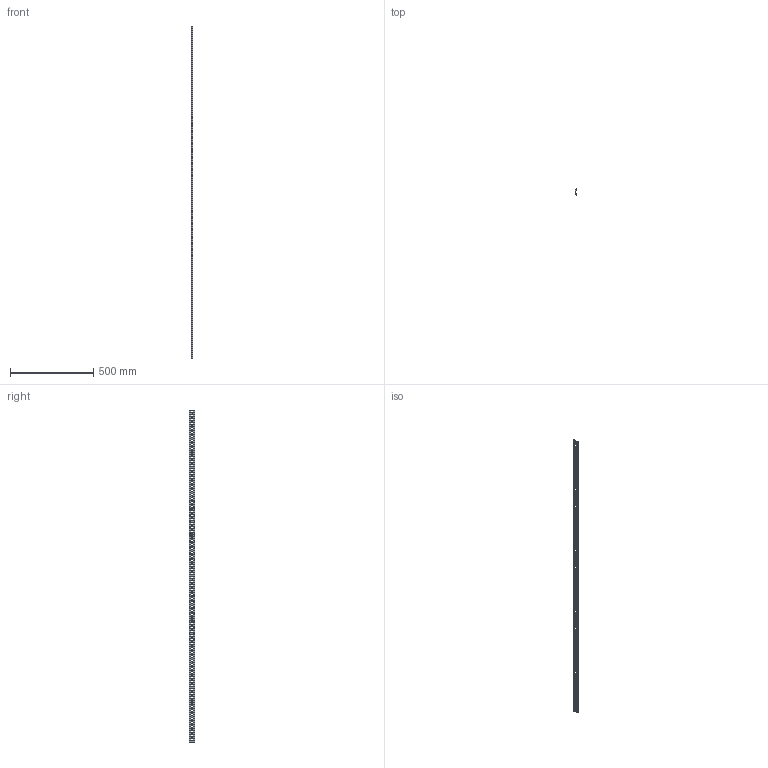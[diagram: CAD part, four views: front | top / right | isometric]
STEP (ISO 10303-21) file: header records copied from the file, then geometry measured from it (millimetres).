
FILE_DESCRIPTION (( 'STEP AP203' ), '1' );
FILE_NAME ('35x7,5 Delikli Montaj Raylarý - 2 m.STEP', '2019-03-27T10:09:26', ( '' ), ( '' ), 'SwSTEP 2.0', 'SolidWorks 2011', '' );
FILE_SCHEMA (( 'CONFIG_CONTROL_DESIGN' ));
Length unit declared in the file: millimetre
Products named in the file (1): 35x7,5 Delikli Montaj Raylarý - 2 m
Bounding box: 7.5 x 35 x 2000 mm (x, y, z)
Volume: 83145.7 mm3; surface area: 173838.3 mm2
Topology: 1 solids, 1 shells, 422 faces, 1260 edges, 840 vertices
Faces by surface type: cylinder 248, plane 174
Entity records: 14777 total; most frequent: DIRECTION 2602, CARTESIAN_POINT 2523, ORIENTED_EDGE 2520, EDGE_CURVE 1260, AXIS2_PLACEMENT_3D 919, VERTEX_POINT 840, LINE 764, VECTOR 764
